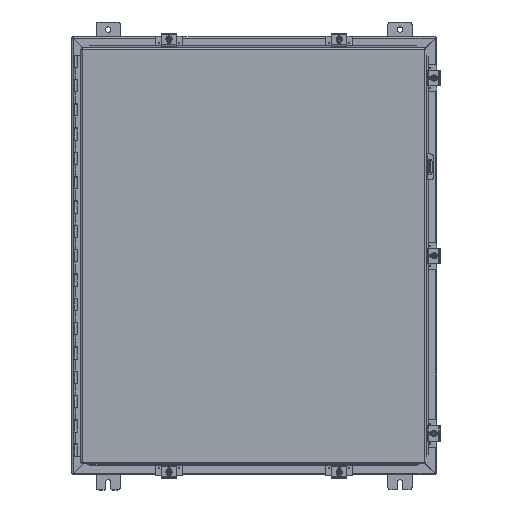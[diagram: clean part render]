
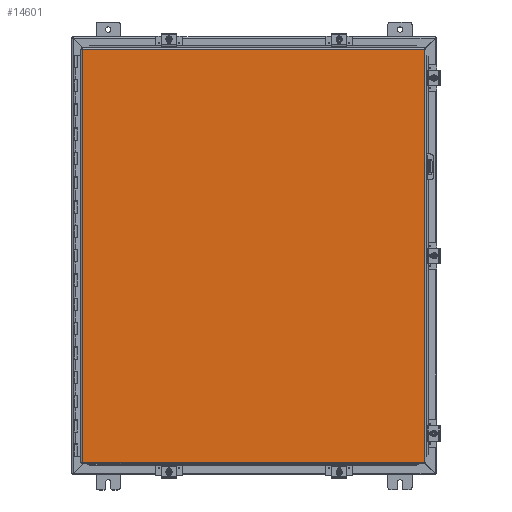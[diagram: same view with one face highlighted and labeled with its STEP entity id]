
A CAD part, top view. The second image highlights one B-rep face of the part: STEP entity #14601.
In plain terms, the highlighted face is planar.
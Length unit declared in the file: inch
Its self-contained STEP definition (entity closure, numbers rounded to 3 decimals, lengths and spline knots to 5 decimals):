
#851 = EDGE_CURVE ( 'NONE', #9699, #4378, #12582, .T. ) ;
#4378 = VERTEX_POINT ( 'NONE', #24631 ) ;
#5085 = VERTEX_POINT ( 'NONE', #43335 ) ;
#5134 = FACE_OUTER_BOUND ( 'NONE', #17386, .T. ) ;
#8683 = DIRECTION ( 'NONE',  ( 1., 0., 0. ) ) ;
#9699 = VERTEX_POINT ( 'NONE', #28714 ) ;
#9906 = CARTESIAN_POINT ( 'NONE',  ( 14.08225, 16.9885, 0. ) ) ;
#10792 = EDGE_CURVE ( 'NONE', #4378, #5085, #38791, .T. ) ;
#12478 = ORIENTED_EDGE ( 'NONE', *, *, #851, .T. ) ;
#12534 = VECTOR ( 'NONE', #18357, 39.37008 ) ;
#12582 = LINE ( 'NONE', #17847, #12534 ) ;
#14601 = ADVANCED_FACE ( 'NONE', ( #5134 ), #20296, .F. ) ;
#17386 = EDGE_LOOP ( 'NONE', ( #12478, #41563, #23814, #43171 ) ) ;
#17847 = CARTESIAN_POINT ( 'NONE',  ( -14.08225, -16.9885, 0. ) ) ;
#18357 = DIRECTION ( 'NONE',  ( 0., 1., 0. ) ) ;
#18563 = DIRECTION ( 'NONE',  ( 0., -1., 0. ) ) ;
#20296 = PLANE ( 'NONE',  #37580 ) ;
#23814 = ORIENTED_EDGE ( 'NONE', *, *, #32207, .T. ) ;
#24631 = CARTESIAN_POINT ( 'NONE',  ( -14.08225, 16.9885, 0. ) ) ;
#24999 = EDGE_CURVE ( 'NONE', #33867, #9699, #28040, .T. ) ;
#27079 = CARTESIAN_POINT ( 'NONE',  ( 0., 0., 0. ) ) ;
#27256 = CARTESIAN_POINT ( 'NONE',  ( -14.08225, 16.9885, 0. ) ) ;
#27616 = DIRECTION ( 'NONE',  ( 0., 0., 1. ) ) ;
#28040 = LINE ( 'NONE', #37040, #48186 ) ;
#28201 = CARTESIAN_POINT ( 'NONE',  ( 14.08225, -16.9885, 0. ) ) ;
#28462 = DIRECTION ( 'NONE',  ( 1., 0., 0. ) ) ;
#28714 = CARTESIAN_POINT ( 'NONE',  ( -14.08225, -16.9885, 0. ) ) ;
#32207 = EDGE_CURVE ( 'NONE', #5085, #33867, #38046, .T. ) ;
#33867 = VERTEX_POINT ( 'NONE', #28201 ) ;
#35639 = VECTOR ( 'NONE', #18563, 39.37008 ) ;
#36889 = DIRECTION ( 'NONE',  ( -1., 0., 0. ) ) ;
#37040 = CARTESIAN_POINT ( 'NONE',  ( 14.08225, -16.9885, 0. ) ) ;
#37248 = VECTOR ( 'NONE', #8683, 39.37008 ) ;
#37580 = AXIS2_PLACEMENT_3D ( 'NONE', #27079, #27616, #28462 ) ;
#38046 = LINE ( 'NONE', #9906, #35639 ) ;
#38791 = LINE ( 'NONE', #27256, #37248 ) ;
#41563 = ORIENTED_EDGE ( 'NONE', *, *, #10792, .T. ) ;
#43171 = ORIENTED_EDGE ( 'NONE', *, *, #24999, .T. ) ;
#43335 = CARTESIAN_POINT ( 'NONE',  ( 14.08225, 16.9885, 0. ) ) ;
#48186 = VECTOR ( 'NONE', #36889, 39.37008 ) ;
